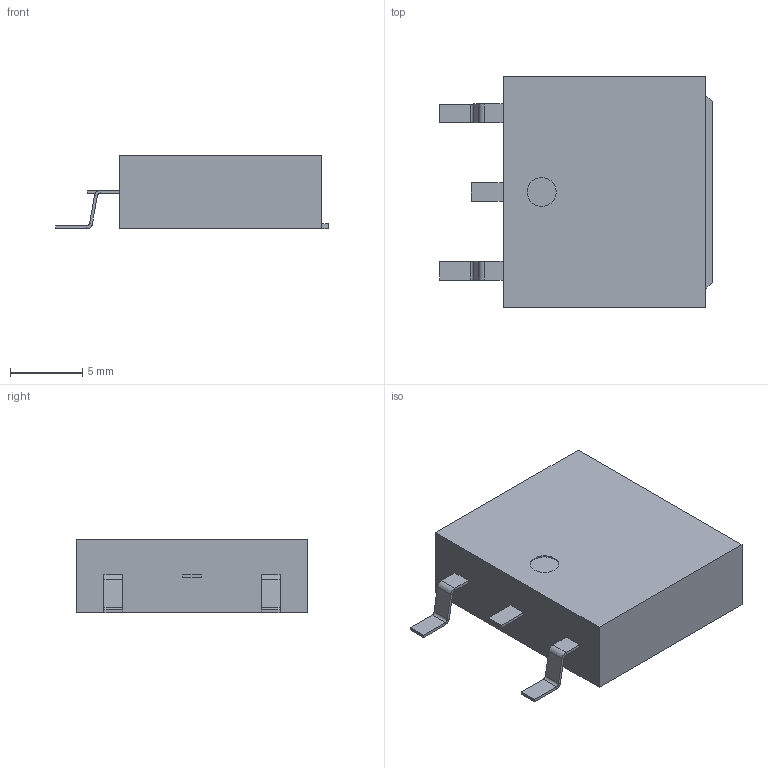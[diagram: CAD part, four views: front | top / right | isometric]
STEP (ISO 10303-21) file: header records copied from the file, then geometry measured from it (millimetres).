
FILE_DESCRIPTION(('Open CASCADE Model'),'2;1');
FILE_NAME('Open CASCADE Shape Model','2023-08-17T00:56:40',('Author'),( 'Open CASCADE'),'Open CASCADE STEP processor 6.8','Open CASCADE 6.8' ,'Unknown');
FILE_SCHEMA(('AUTOMOTIVE_DESIGN { 1 0 10303 214 1 1 1 1 }'));
Length unit declared in the file: millimetre
Products named in the file (10): PCB; Designator1; 7168153760; Open_CASCADE_STEP_translator_6.8_7.1; Body; Open_CASCADE_STEP_translator_6.8_7.2.1; Lead; Trimmed_Lead; tab; Open_CASCADE_STEP_translator_6.8_7.6.1
Assembly tree (9 placements, depth 4):
  PCB
  Designator1
    7168153760
      Open_CASCADE_STEP_translator_6.8_7.1
      Body
        Open_CASCADE_STEP_translator_6.8_7.2.1
      Lead  x2
      Trimmed_Lead
      tab
        Open_CASCADE_STEP_translator_6.8_7.6.1
Bounding box: 18.9 x 16.05 x 5.1 mm (x, y, z)
Volume: 1208.5 mm3; surface area: 1160.8 mm2
Topology: 5 solids, 6 shells, 67 faces, 134 edges, 79 vertices
Faces by surface type: plane 58, cylinder 9
Full cylindrical faces by diameter (mm): 2.006 x1
Entity records: 1353 total; most frequent: DIRECTION 211, CARTESIAN_POINT 200, ORIENTED_EDGE 179, EDGE_CURVE 90, LINE 79, VECTOR 79, AXIS2_PLACEMENT_3D 66, VERTEX_POINT 55
